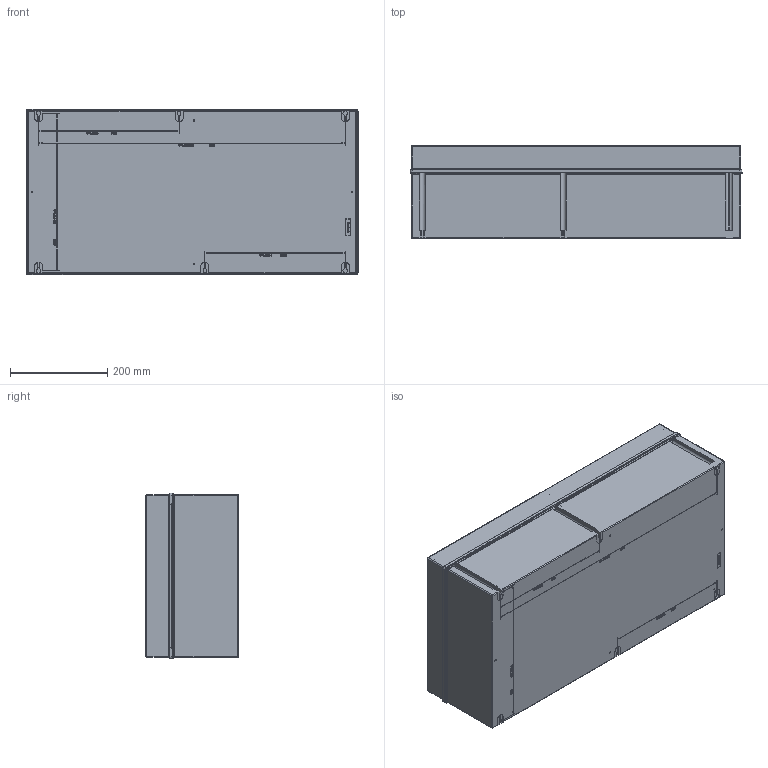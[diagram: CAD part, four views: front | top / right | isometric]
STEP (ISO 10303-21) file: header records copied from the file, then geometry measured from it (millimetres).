
FILE_DESCRIPTION (( 'STEP AP203' ), '1' );
FILE_NAME ('8146-_095.STEP', '2014-10-13T12:07:25', ( '' ), ( '' ), 'SwSTEP 2.0', 'SolidWorks 2014', '' );
FILE_SCHEMA (( 'CONFIG_CONTROL_DESIGN' ));
Length unit declared in the file: millimetre
Products named in the file (9): 509_642_0_1_montiert; 509_642_0; 8146-_095; 81_469_58_04_0_3D export; 81_469_01_91_0; 81_469_58_04_0_3d_export; 81_469_43_05_0; 81_460_36_05_0_3d export
Assembly tree (16 placements, depth 3):
  8146-_095
    81_469_58_04_0_3d_export
      81_469_58_04_0_3D export
      81_469_01_91_0  x4
    81_460_36_05_0_3d export
      81_469_43_05_0
    509_642_0  x6
      509_642_0
      509_642_0_1_montiert
Bounding box: 681.5 x 190.3 x 340.5 mm (x, y, z)
Volume: 3464540.2 mm3; surface area: 1801015.8 mm2
Topology: 18 solids, 22 shells, 2917 faces, 7443 edges, 4751 vertices
Faces by surface type: plane 1504, bspline 545, cylinder 531, cone 197, torus 124, sphere 16
Entity records: 108780 total; most frequent: CARTESIAN_POINT 48554, ORIENTED_EDGE 13314, DIRECTION 10309, EDGE_CURVE 6657, VERTEX_POINT 4276, LINE 4231, VECTOR 4231, AXIS2_PLACEMENT_3D 3039
